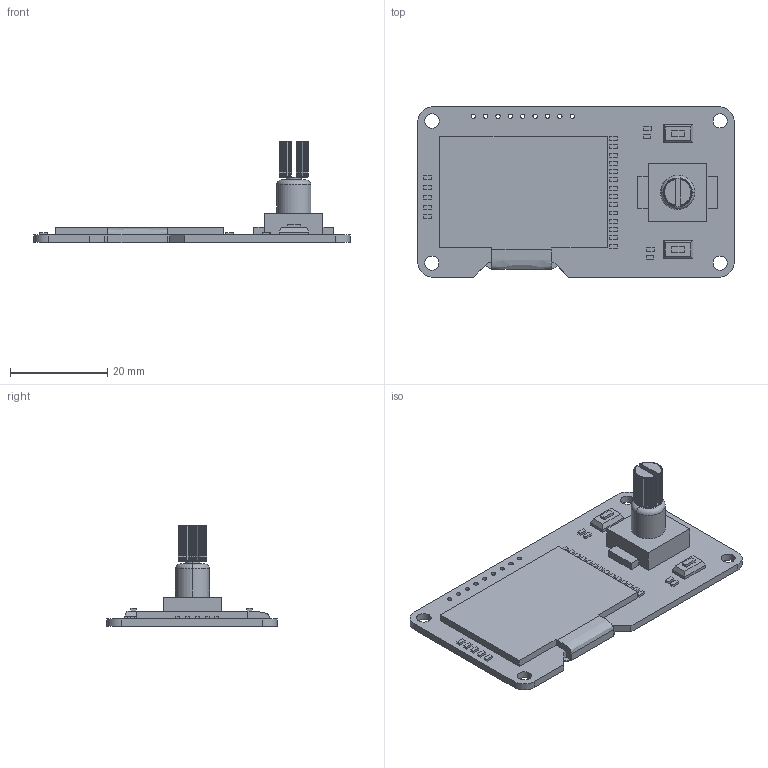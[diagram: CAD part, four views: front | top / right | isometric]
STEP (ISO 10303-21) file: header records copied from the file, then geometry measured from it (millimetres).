
FILE_DESCRIPTION (( 'STEP AP214' ), '1' );
FILE_NAME ('Plate.STEP', '2025-05-15T07:41:37', ( '' ), ( '' ), 'SwSTEP 2.0', 'SolidWorks 2022', '' );
FILE_SCHEMA (( 'AUTOMOTIVE_DESIGN' ));
Length unit declared in the file: millimetre
Products named in the file (1): Plate
Bounding box: 65 x 35 x 20.95 mm (x, y, z)
Volume: 5779.9 mm3; surface area: 5822.1 mm2
Topology: 1 solids, 1 shells, 402 faces, 1091 edges, 722 vertices
Faces by surface type: plane 316, cylinder 78, torus 7, bspline 1
Entity records: 15475 total; most frequent: CARTESIAN_POINT 3021, ORIENTED_EDGE 2182, DIRECTION 1929, EDGE_CURVE 1091, VERTEX_POINT 722, LINE 701, VECTOR 701, AXIS2_PLACEMENT_3D 614
